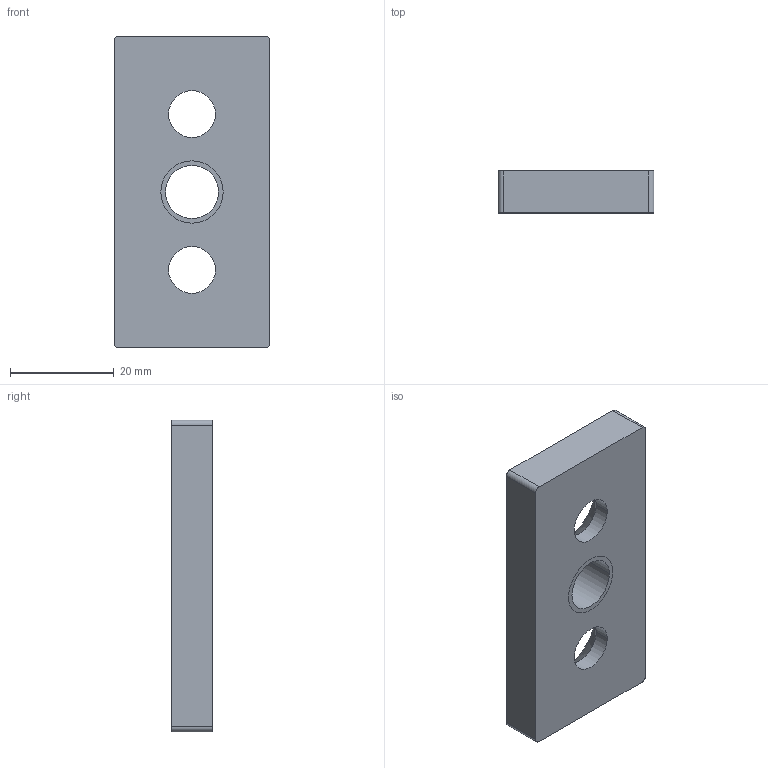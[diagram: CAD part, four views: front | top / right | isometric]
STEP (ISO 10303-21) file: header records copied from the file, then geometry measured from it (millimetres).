
FILE_DESCRIPTION((''),'2;1');
FILE_NAME('12056_PLOSCA_ZAK_FE_30X60_M12','2022-09-19T07:33:12',('PredragRovcanin'),('Audax d.o.o.'),'CREO PARAMETRIC BY PTC INC, 2020281','CREO PARAMETRIC BY PTC INC, 2020281','');
FILE_SCHEMA(('AP242_MANAGED_MODEL_BASED_3D_ENGINEERING_MIM_LF { 1 0 10303 442 1 1 4 }'));
Length unit declared in the file: millimetre
Products named in the file (1): 12056_PLOSCA_ZAK_FE_30X60_M12
Bounding box: 30 x 8 x 60 mm (x, y, z)
Volume: 11752.9 mm3; surface area: 5513.9 mm2
Topology: 1 solids, 2 shells, 22 faces, 63 edges, 46 vertices
Faces by surface type: cylinder 12, plane 6, cone 4
Entity records: 1551 total; most frequent: COLOUR_RGB 320, CARTESIAN_POINT 148, DIRECTION 147, ORIENTED_EDGE 112, PRESENTATION_STYLE_ASSIGNMENT 68, STYLED_ITEM 68, CURVE_STYLE 64, EDGE_CURVE 60
